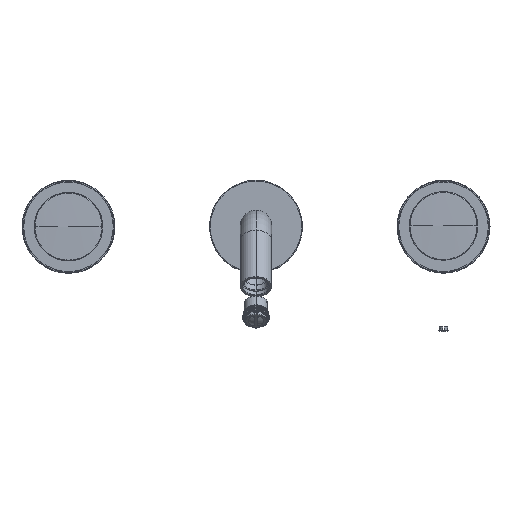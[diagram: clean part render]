
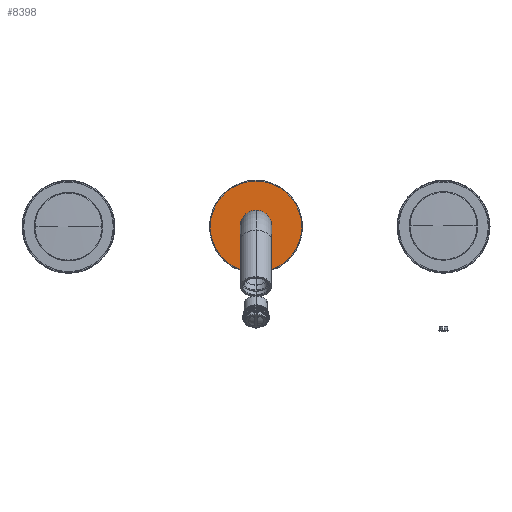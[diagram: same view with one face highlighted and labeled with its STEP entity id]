
A CAD part, top view. The second image highlights one B-rep face of the part: STEP entity #8398.
In plain terms, the highlighted face is planar.
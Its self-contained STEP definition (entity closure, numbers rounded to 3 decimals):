
#8109=CARTESIAN_POINT('',(0.,7.,0.));
#8110=DIRECTION('',(0.,1.,0.));
#8111=DIRECTION('',(1.,0.,0.));
#8112=AXIS2_PLACEMENT_3D('',#8109,#8110,#8111);
#8117=CARTESIAN_POINT('',(0.,7.,0.));
#8118=DIRECTION('',(0.,1.,0.));
#8119=DIRECTION('',(-1.,0.,0.));
#8120=AXIS2_PLACEMENT_3D('',#8117,#8118,#8119);
#8125=CARTESIAN_POINT('',(0.,7.,0.));
#8126=DIRECTION('',(0.,1.,0.));
#8127=DIRECTION('',(-1.,0.,0.));
#8128=AXIS2_PLACEMENT_3D('',#8125,#8126,#8127);
#8133=CARTESIAN_POINT('',(0.,7.,0.));
#8134=DIRECTION('',(0.,1.,0.));
#8135=DIRECTION('',(1.,0.,0.));
#8136=AXIS2_PLACEMENT_3D('',#8133,#8134,#8135);
#8327=CARTESIAN_POINT('',(29.25,7.,0.));
#8328=CARTESIAN_POINT('',(-29.25,7.,0.));
#8329=VERTEX_POINT('',#8327);
#8330=VERTEX_POINT('',#8328);
#8339=CARTESIAN_POINT('',(-6.55,7.,0.));
#8340=CARTESIAN_POINT('',(6.55,7.,0.));
#8341=VERTEX_POINT('',#8339);
#8342=VERTEX_POINT('',#8340);
#8382=CARTESIAN_POINT('',(0.,7.,0.));
#8383=DIRECTION('',(0.,-1.,0.));
#8384=DIRECTION('',(-1.,0.,0.));
#8385=AXIS2_PLACEMENT_3D('',#8382,#8383,#8384);
#8386=PLANE('',#8385);
#8388=ORIENTED_EDGE('',*,*,#8387,.F.);
#8389=ORIENTED_EDGE('',*,*,#8372,.F.);
#8390=EDGE_LOOP('',(#8388,#8389));
#8391=FACE_OUTER_BOUND('',#8390,.F.);
#8393=ORIENTED_EDGE('',*,*,#8392,.T.);
#8395=ORIENTED_EDGE('',*,*,#8394,.T.);
#8396=EDGE_LOOP('',(#8393,#8395));
#8397=FACE_BOUND('',#8396,.F.);
#8398=ADVANCED_FACE('',(#8391,#8397),#8386,.F.);
#8113=CIRCLE('',#8112,29.25);
#8121=CIRCLE('',#8120,29.25);
#8129=CIRCLE('',#8128,6.55);
#8137=CIRCLE('',#8136,6.55);
#8372=EDGE_CURVE('',#8330,#8329,#8121,.T.);
#8387=EDGE_CURVE('',#8329,#8330,#8113,.T.);
#8392=EDGE_CURVE('',#8341,#8342,#8129,.T.);
#8394=EDGE_CURVE('',#8342,#8341,#8137,.T.);
